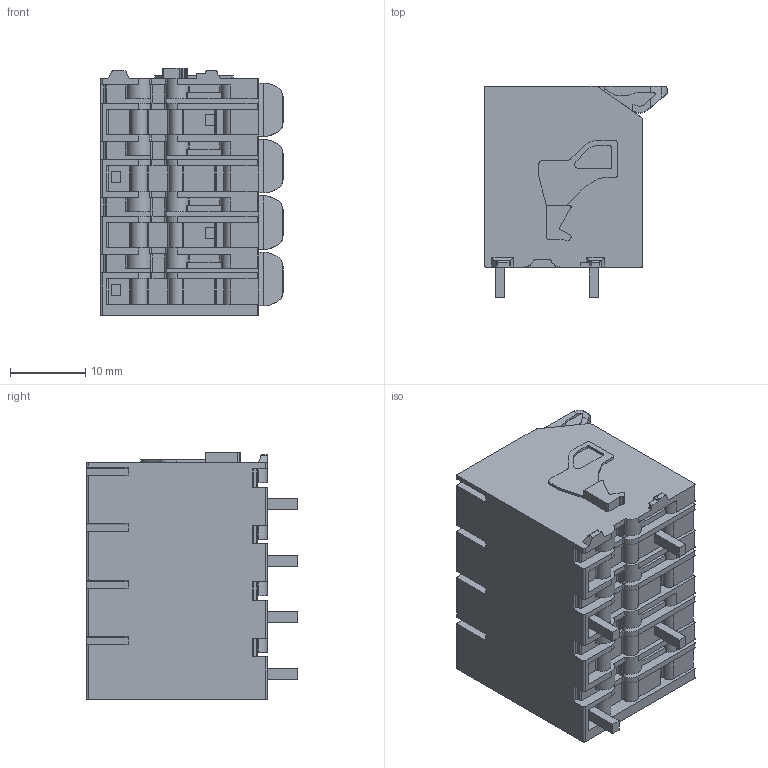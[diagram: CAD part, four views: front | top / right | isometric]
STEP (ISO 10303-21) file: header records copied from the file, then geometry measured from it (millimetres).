
FILE_DESCRIPTION(/* description */ ('STEP AP203'),/* implementation_level */ '2;1');
FILE_NAME(/* name */ '2606-1104_010-000',/* time_stamp */ '2024-08-14T08:49:27+02:00',/* author */ ('License CC BY-ND 4.0'),/* organization */ ('CADENAS'),/* preprocessor_version */ 'ST-DEVELOPER v19.3',/* originating_system */ 'PARTsolutions',/* authorisation */ ' ');
FILE_SCHEMA (('CONFIG_CONTROL_DESIGN'));
Length unit declared in the file: millimetre
Products named in the file (1): 2606-1104/010-000
Bounding box: 24.3 x 28 x 32.85 mm (x, y, z)
Volume: 14414.3 mm3; surface area: 6467.2 mm2
Topology: 1 solids, 1 shells, 861 faces, 2457 edges, 1610 vertices
Faces by surface type: plane 511, cylinder 318, cone 32
Full cylindrical faces by diameter (mm): 2.2 x8
Entity records: 34156 total; most frequent: CARTESIAN_POINT 5273, ORIENTED_EDGE 4882, DIRECTION 4766, EDGE_CURVE 2441, LINE 1624, VECTOR 1624, VERTEX_POINT 1602, AXIS2_PLACEMENT_3D 1571
